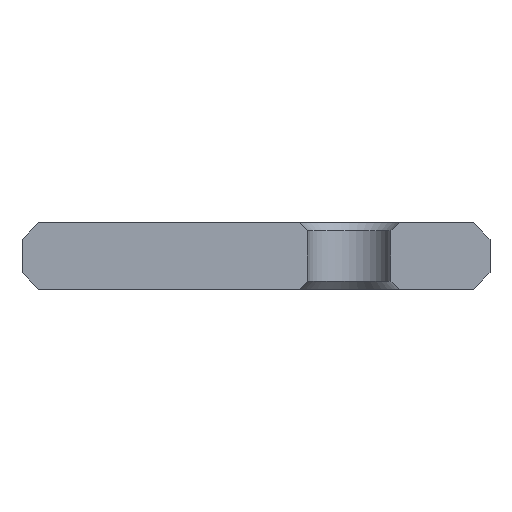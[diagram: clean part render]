
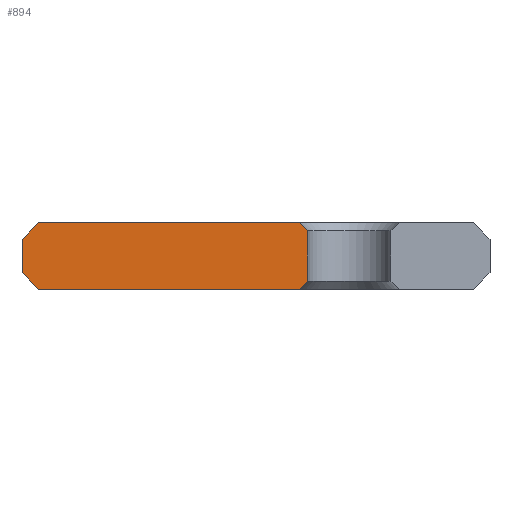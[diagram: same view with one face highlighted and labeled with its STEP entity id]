
A CAD part, front view. The second image highlights one B-rep face of the part: STEP entity #894.
In plain terms, the highlighted planar face has unit normal (0, -1, 0).
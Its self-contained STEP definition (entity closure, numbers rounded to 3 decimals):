
#32=PLANE('',#978);
#68=FACE_OUTER_BOUND('',#124,.T.);
#124=EDGE_LOOP('',(#669,#670,#671,#672,#673,#674,#675,#676));
#212=LINE('',#1331,#310);
#224=LINE('',#1366,#322);
#231=LINE('',#1382,#329);
#232=LINE('',#1387,#330);
#243=LINE('',#1419,#341);
#244=LINE('',#1421,#342);
#245=LINE('',#1422,#343);
#246=LINE('',#1423,#344);
#310=VECTOR('',#1054,10.);
#322=VECTOR('',#1080,10.);
#329=VECTOR('',#1091,10.);
#330=VECTOR('',#1098,10.);
#341=VECTOR('',#1121,10.);
#342=VECTOR('',#1122,10.);
#343=VECTOR('',#1123,10.);
#344=VECTOR('',#1124,10.);
#409=VERTEX_POINT('',#1328);
#410=VERTEX_POINT('',#1330);
#426=VERTEX_POINT('',#1364);
#432=VERTEX_POINT('',#1380);
#433=VERTEX_POINT('',#1381);
#434=VERTEX_POINT('',#1386);
#449=VERTEX_POINT('',#1418);
#450=VERTEX_POINT('',#1420);
#489=EDGE_CURVE('',#409,#410,#212,.T.);
#507=EDGE_CURVE('',#426,#409,#224,.T.);
#514=EDGE_CURVE('',#432,#433,#231,.T.);
#517=EDGE_CURVE('',#434,#433,#232,.T.);
#533=EDGE_CURVE('',#449,#426,#243,.T.);
#534=EDGE_CURVE('',#450,#449,#244,.T.);
#535=EDGE_CURVE('',#434,#450,#245,.T.);
#536=EDGE_CURVE('',#432,#410,#246,.T.);
#669=ORIENTED_EDGE('',*,*,#489,.F.);
#670=ORIENTED_EDGE('',*,*,#507,.F.);
#671=ORIENTED_EDGE('',*,*,#533,.F.);
#672=ORIENTED_EDGE('',*,*,#534,.F.);
#673=ORIENTED_EDGE('',*,*,#535,.F.);
#674=ORIENTED_EDGE('',*,*,#517,.T.);
#675=ORIENTED_EDGE('',*,*,#514,.F.);
#676=ORIENTED_EDGE('',*,*,#536,.T.);
#894=ADVANCED_FACE('',(#68),#32,.T.);
#978=AXIS2_PLACEMENT_3D('',#1417,#1119,#1120);
#1054=DIRECTION('',(0.707,0.,-0.707));
#1080=DIRECTION('',(1.,0.,0.));
#1091=DIRECTION('',(-0.707,0.,-0.707));
#1098=DIRECTION('',(1.,0.,0.));
#1119=DIRECTION('center_axis',(0.,-1.,0.));
#1120=DIRECTION('ref_axis',(1.,0.,0.));
#1121=DIRECTION('',(0.707,0.,0.707));
#1122=DIRECTION('',(0.,0.,1.));
#1123=DIRECTION('',(-0.707,0.,0.707));
#1124=DIRECTION('',(0.,0.,1.));
#1328=CARTESIAN_POINT('',(33.142,0.,8.));
#1330=CARTESIAN_POINT('',(34.142,0.,7.));
#1331=CARTESIAN_POINT('',(33.642,0.,7.5));
#1364=CARTESIAN_POINT('',(2.,0.,8.));
#1366=CARTESIAN_POINT('',(0.,0.,8.));
#1380=CARTESIAN_POINT('',(34.142,0.,1.));
#1381=CARTESIAN_POINT('',(33.142,0.,0.));
#1382=CARTESIAN_POINT('',(33.642,0.,0.5));
#1386=CARTESIAN_POINT('',(2.,0.,0.));
#1387=CARTESIAN_POINT('',(0.,0.,0.));
#1417=CARTESIAN_POINT('Origin',(0.,0.,0.));
#1418=CARTESIAN_POINT('',(0.,0.,6.));
#1419=CARTESIAN_POINT('',(-1.,0.,5.));
#1420=CARTESIAN_POINT('',(0.,0.,2.));
#1421=CARTESIAN_POINT('',(0.,0.,0.));
#1422=CARTESIAN_POINT('',(1.,0.,1.));
#1423=CARTESIAN_POINT('',(34.142,0.,0.));
